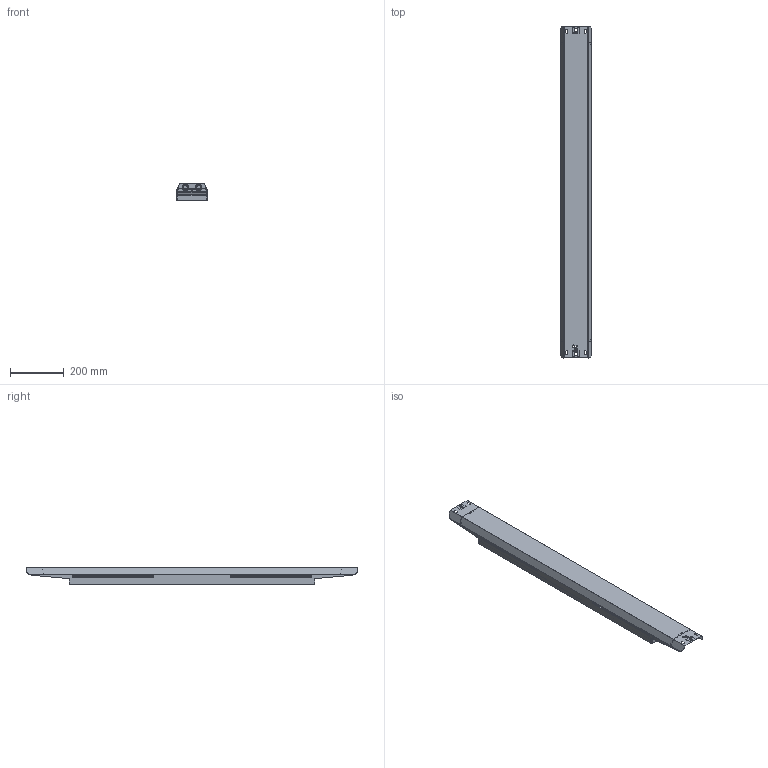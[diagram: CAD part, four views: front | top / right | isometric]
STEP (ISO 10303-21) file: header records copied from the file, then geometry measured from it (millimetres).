
FILE_DESCRIPTION (( 'STEP AP214' ), '1' );
FILE_NAME ('LB_FLEX_1200.STEP', '2022-12-07T07:57:54', ( '' ), ( '' ), 'SwSTEP 2.0', 'SolidWorks 2020', '' );
FILE_SCHEMA (( 'AUTOMOTIVE_DESIGN' ));
Length unit declared in the file: millimetre
Products named in the file (1): LB_FLEX_1200
Bounding box: 115 x 1236 x 65 mm (x, y, z)
Volume: 366725.3 mm3; surface area: 1123974.5 mm2
Topology: 13 solids, 13 shells, 1100 faces, 2566 edges, 1492 vertices
Faces by surface type: plane 548, cylinder 382, torus 108, sphere 32, cone 16, bspline 14
Entity records: 31440 total; most frequent: CARTESIAN_POINT 5763, DIRECTION 5640, ORIENTED_EDGE 5068, EDGE_CURVE 2534, AXIS2_PLACEMENT_3D 2047, LINE 1546, VECTOR 1546, VERTEX_POINT 1492
